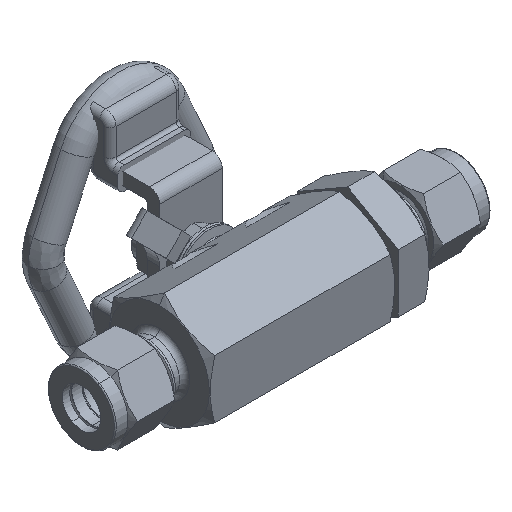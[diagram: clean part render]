
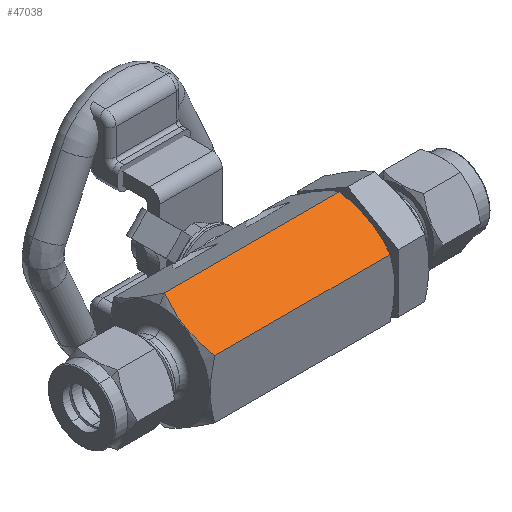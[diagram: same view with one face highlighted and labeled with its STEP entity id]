
A CAD part, isometric view. The second image highlights one B-rep face of the part: STEP entity #47038.
In plain terms, the highlighted planar face has unit normal (0, -0.5, 0.866).
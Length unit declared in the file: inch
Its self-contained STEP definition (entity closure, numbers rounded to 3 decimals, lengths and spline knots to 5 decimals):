
#198 = CARTESIAN_POINT ( 'NONE',  ( 0.746, 0., 0.57735 ) ) ;
#1827 = FACE_OUTER_BOUND ( 'NONE', #29833, .T. ) ;
#3084 = DIRECTION ( 'NONE',  ( 0., 0.5, -0.866 ) ) ;
#4540 = ORIENTED_EDGE ( 'NONE', *, *, #29906, .F. ) ;
#5424 = LINE ( 'NONE', #45596, #26566 ) ;
#5767 = VERTEX_POINT ( 'NONE', #20431 ) ;
#6742 = PLANE ( 'NONE',  #49854 ) ;
#7368 = CARTESIAN_POINT ( 'NONE',  ( 0.69846, -0.5, 0.28868 ) ) ;
#7510 = ORIENTED_EDGE ( 'NONE', *, *, #29401, .T. ) ;
#11978 = CARTESIAN_POINT ( 'NONE',  ( -1.04046, -0.5, 0.28868 ) ) ;
#13198 = VERTEX_POINT ( 'NONE', #11978 ) ;
#18279 = VERTEX_POINT ( 'NONE', #7368 ) ;
#18493 = B_SPLINE_CURVE_WITH_KNOTS ( 'NONE', 3,
 ( #46094, #46138, #46015, #45975, #45923, #45878, #45863, #45815, #45753, #45714, #45695, #45658 ),
 .UNSPECIFIED., .F., .F.,
 ( 4, 2, 2, 2, 2, 4 ),
 ( 0., 0.0037, 0.00741, 0.00926, 0.01111, 0.01481 ),
 .UNSPECIFIED. ) ;
#18814 = CARTESIAN_POINT ( 'NONE',  ( 0.746, 0., 0.57735 ) ) ;
#20431 = CARTESIAN_POINT ( 'NONE',  ( -1.04046, 0., 0.57735 ) ) ;
#23486 = LINE ( 'NONE', #198, #40709 ) ;
#25397 = B_SPLINE_CURVE_WITH_KNOTS ( 'NONE', 3,
 ( #44967, #45023, #44865, #44810, #44754, #44716, #44608, #44590, #44556, #44547, #44493, #44452 ),
 .UNSPECIFIED., .F., .F.,
 ( 4, 2, 2, 2, 2, 4 ),
 ( 0., 0.0037, 0.00741, 0.00926, 0.01111, 0.01481 ),
 .UNSPECIFIED. ) ;
#26566 = VECTOR ( 'NONE', #45535, 39.37008 ) ;
#28670 = ORIENTED_EDGE ( 'NONE', *, *, #29838, .T. ) ;
#29401 = EDGE_CURVE ( 'NONE', #32526, #5767, #23486, .T. ) ;
#29833 = EDGE_LOOP ( 'NONE', ( #7510, #28670, #50024, #4540 ) ) ;
#29838 = EDGE_CURVE ( 'NONE', #5767, #13198, #18493, .T. ) ;
#29844 = EDGE_CURVE ( 'NONE', #18279, #13198, #5424, .T. ) ;
#29906 = EDGE_CURVE ( 'NONE', #32526, #18279, #25397, .T. ) ;
#30682 = DIRECTION ( 'NONE',  ( 0., 0.866, 0.5 ) ) ;
#32526 = VERTEX_POINT ( 'NONE', #32632 ) ;
#32632 = CARTESIAN_POINT ( 'NONE',  ( 0.69846, 0., 0.57735 ) ) ;
#40709 = VECTOR ( 'NONE', #44907, 39.37008 ) ;
#44452 = CARTESIAN_POINT ( 'NONE',  ( 0.69846, -0.5, 0.28868 ) ) ;
#44493 = CARTESIAN_POINT ( 'NONE',  ( 0.71208, -0.45913, 0.31227 ) ) ;
#44547 = CARTESIAN_POINT ( 'NONE',  ( 0.72332, -0.41792, 0.33607 ) ) ;
#44556 = CARTESIAN_POINT ( 'NONE',  ( 0.73499, -0.35535, 0.37219 ) ) ;
#44590 = CARTESIAN_POINT ( 'NONE',  ( 0.73801, -0.33437, 0.3843 ) ) ;
#44608 = CARTESIAN_POINT ( 'NONE',  ( 0.74208, -0.29213, 0.40869 ) ) ;
#44716 = CARTESIAN_POINT ( 'NONE',  ( 0.74313, -0.27078, 0.42102 ) ) ;
#44754 = CARTESIAN_POINT ( 'NONE',  ( 0.74308, -0.20701, 0.45783 ) ) ;
#44810 = CARTESIAN_POINT ( 'NONE',  ( 0.73881, -0.16503, 0.48207 ) ) ;
#44865 = CARTESIAN_POINT ( 'NONE',  ( 0.72328, -0.08194, 0.53004 ) ) ;
#44907 = DIRECTION ( 'NONE',  ( -1., 0., 0. ) ) ;
#44967 = CARTESIAN_POINT ( 'NONE',  ( 0.69846, 0., 0.57735 ) ) ;
#45023 = CARTESIAN_POINT ( 'NONE',  ( 0.71206, -0.04082, 0.55378 ) ) ;
#45535 = DIRECTION ( 'NONE',  ( -1., 0., 0. ) ) ;
#45596 = CARTESIAN_POINT ( 'NONE',  ( 0.746, -0.5, 0.28868 ) ) ;
#45658 = CARTESIAN_POINT ( 'NONE',  ( -1.04046, -0.5, 0.28868 ) ) ;
#45695 = CARTESIAN_POINT ( 'NONE',  ( -1.05408, -0.45913, 0.31227 ) ) ;
#45714 = CARTESIAN_POINT ( 'NONE',  ( -1.06532, -0.41792, 0.33607 ) ) ;
#45753 = CARTESIAN_POINT ( 'NONE',  ( -1.07699, -0.35535, 0.37219 ) ) ;
#45815 = CARTESIAN_POINT ( 'NONE',  ( -1.08001, -0.33437, 0.3843 ) ) ;
#45863 = CARTESIAN_POINT ( 'NONE',  ( -1.08408, -0.29213, 0.40869 ) ) ;
#45878 = CARTESIAN_POINT ( 'NONE',  ( -1.08513, -0.27078, 0.42102 ) ) ;
#45923 = CARTESIAN_POINT ( 'NONE',  ( -1.08508, -0.20701, 0.45783 ) ) ;
#45975 = CARTESIAN_POINT ( 'NONE',  ( -1.08081, -0.16503, 0.48207 ) ) ;
#46015 = CARTESIAN_POINT ( 'NONE',  ( -1.06528, -0.08194, 0.53004 ) ) ;
#46094 = CARTESIAN_POINT ( 'NONE',  ( -1.04046, 0., 0.57735 ) ) ;
#46138 = CARTESIAN_POINT ( 'NONE',  ( -1.05406, -0.04082, 0.55378 ) ) ;
#47038 = ADVANCED_FACE ( 'NONE', ( #1827 ), #6742, .F. ) ;
#49854 = AXIS2_PLACEMENT_3D ( 'NONE', #18814, #3084, #30682 ) ;
#50024 = ORIENTED_EDGE ( 'NONE', *, *, #29844, .F. ) ;
